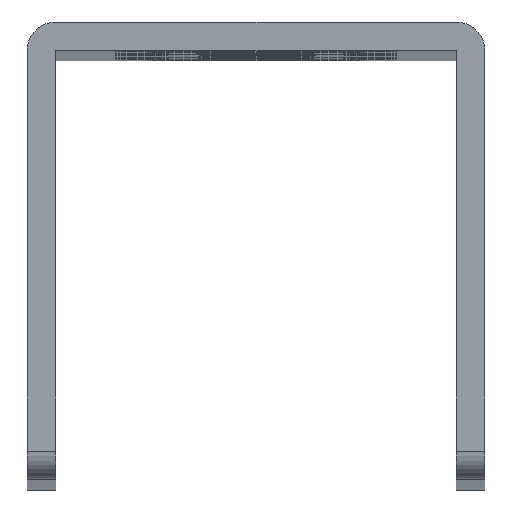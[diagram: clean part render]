
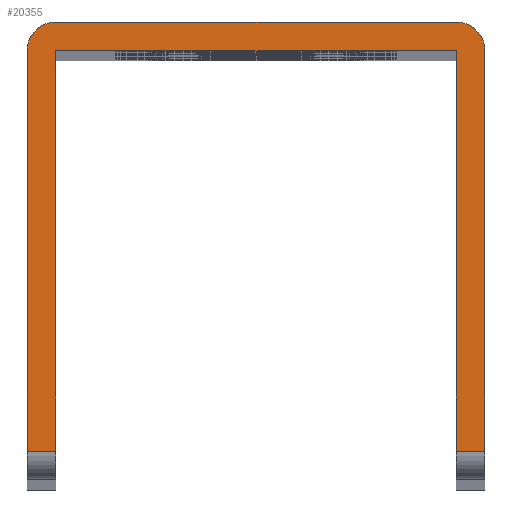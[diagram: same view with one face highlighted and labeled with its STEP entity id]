
A CAD part, top view. The second image highlights one B-rep face of the part: STEP entity #20355.
In plain terms, the highlighted planar face has unit normal (0, 0, 1).
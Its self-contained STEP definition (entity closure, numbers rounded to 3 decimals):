
#218 = CIRCLE ( 'NONE', #886, 2. ) ;
#364 = VERTEX_POINT ( 'NONE', #10607 ) ;
#503 = EDGE_CURVE ( 'NONE', #364, #1946, #17519, .T. ) ;
#508 = FACE_OUTER_BOUND ( 'NONE', #3362, .T. ) ;
#524 = DIRECTION ( 'NONE',  ( 0., -1., 0. ) ) ;
#886 = AXIS2_PLACEMENT_3D ( 'NONE', #2663, #2490, #2204 ) ;
#890 = AXIS2_PLACEMENT_3D ( 'NONE', #2040, #2740, #3421 ) ;
#935 = DIRECTION ( 'NONE',  ( 0., 1., 0. ) ) ;
#1028 = ORIENTED_EDGE ( 'NONE', *, *, #23711, .T. ) ;
#1847 = EDGE_CURVE ( 'NONE', #23210, #12230, #1980, .T. ) ;
#1926 = EDGE_CURVE ( 'NONE', #1946, #10627, #9958, .T. ) ;
#1946 = VERTEX_POINT ( 'NONE', #4194 ) ;
#1957 = EDGE_CURVE ( 'NONE', #20609, #23473, #18599, .T. ) ;
#1962 = EDGE_CURVE ( 'NONE', #22255, #23210, #14299, .T. ) ;
#1967 = EDGE_CURVE ( 'NONE', #12230, #364, #218, .T. ) ;
#1980 = LINE ( 'NONE', #5949, #6170 ) ;
#2040 = CARTESIAN_POINT ( 'NONE',  ( 14., 14., 0. ) ) ;
#2204 = DIRECTION ( 'NONE',  ( 1., 0., 0. ) ) ;
#2490 = DIRECTION ( 'NONE',  ( 0., 0., 1. ) ) ;
#2663 = CARTESIAN_POINT ( 'NONE',  ( -14., 14., 0. ) ) ;
#2740 = DIRECTION ( 'NONE',  ( 0., 0., 1. ) ) ;
#3122 = CARTESIAN_POINT ( 'NONE',  ( 16., 14., 0. ) ) ;
#3182 = CARTESIAN_POINT ( 'NONE',  ( 0., -14., 0. ) ) ;
#3252 = ORIENTED_EDGE ( 'NONE', *, *, #1926, .T. ) ;
#3362 = EDGE_LOOP ( 'NONE', ( #12175, #3252, #18964, #18341, #1028, #16512, #21190, #16124, #4176, #21300 ) ) ;
#3421 = DIRECTION ( 'NONE',  ( 1., 0., 0. ) ) ;
#3584 = DIRECTION ( 'NONE',  ( 1., 0., 0. ) ) ;
#3721 = CARTESIAN_POINT ( 'NONE',  ( 0., 0., 0. ) ) ;
#3803 = PLANE ( 'NONE',  #9620 ) ;
#3831 = DIRECTION ( 'NONE',  ( 1., 0., 0. ) ) ;
#3856 = LINE ( 'NONE', #21077, #22906 ) ;
#4005 = CARTESIAN_POINT ( 'NONE',  ( 0., -14., 0. ) ) ;
#4176 = ORIENTED_EDGE ( 'NONE', *, *, #1847, .T. ) ;
#4194 = CARTESIAN_POINT ( 'NONE',  ( -16., -14., 0. ) ) ;
#4446 = VECTOR ( 'NONE', #3584, 1000. ) ;
#5207 = CARTESIAN_POINT ( 'NONE',  ( 16., -14., 0. ) ) ;
#5681 = DIRECTION ( 'NONE',  ( -1., 0., 0. ) ) ;
#5949 = CARTESIAN_POINT ( 'NONE',  ( -16., 16., 0. ) ) ;
#6170 = VECTOR ( 'NONE', #5681, 1000. ) ;
#6488 = CARTESIAN_POINT ( 'NONE',  ( 14., 14., 0. ) ) ;
#7454 = DIRECTION ( 'NONE',  ( 0., 0., 1. ) ) ;
#7905 = CARTESIAN_POINT ( 'NONE',  ( 14., 14., 0. ) ) ;
#9458 = CARTESIAN_POINT ( 'NONE',  ( -14., -14., 0. ) ) ;
#9620 = AXIS2_PLACEMENT_3D ( 'NONE', #3721, #7454, #20417 ) ;
#9958 = LINE ( 'NONE', #4005, #19200 ) ;
#10398 = LINE ( 'NONE', #7905, #19626 ) ;
#10607 = CARTESIAN_POINT ( 'NONE',  ( -16., 14., 0. ) ) ;
#10627 = VERTEX_POINT ( 'NONE', #9458 ) ;
#10719 = LINE ( 'NONE', #11711, #19382 ) ;
#11711 = CARTESIAN_POINT ( 'NONE',  ( -14., 14., 0. ) ) ;
#11861 = CARTESIAN_POINT ( 'NONE',  ( -14., 14., 0. ) ) ;
#11912 = CARTESIAN_POINT ( 'NONE',  ( -14., 14., 0. ) ) ;
#12046 = VECTOR ( 'NONE', #16652, 1000. ) ;
#12175 = ORIENTED_EDGE ( 'NONE', *, *, #503, .T. ) ;
#12230 = VERTEX_POINT ( 'NONE', #20381 ) ;
#12407 = EDGE_CURVE ( 'NONE', #10627, #17300, #21247, .T. ) ;
#13575 = DIRECTION ( 'NONE',  ( 1., 0., 0. ) ) ;
#14299 = CIRCLE ( 'NONE', #890, 2. ) ;
#15585 = EDGE_CURVE ( 'NONE', #17300, #22188, #10719, .T. ) ;
#16124 = ORIENTED_EDGE ( 'NONE', *, *, #1962, .T. ) ;
#16512 = ORIENTED_EDGE ( 'NONE', *, *, #1957, .T. ) ;
#16652 = DIRECTION ( 'NONE',  ( 0., -1., 0. ) ) ;
#16727 = CARTESIAN_POINT ( 'NONE',  ( -16., 16., 0. ) ) ;
#16907 = VECTOR ( 'NONE', #935, 1000. ) ;
#17300 = VERTEX_POINT ( 'NONE', #11861 ) ;
#17519 = LINE ( 'NONE', #16727, #12046 ) ;
#18341 = ORIENTED_EDGE ( 'NONE', *, *, #15585, .T. ) ;
#18599 = LINE ( 'NONE', #3182, #4446 ) ;
#18964 = ORIENTED_EDGE ( 'NONE', *, *, #12407, .T. ) ;
#19200 = VECTOR ( 'NONE', #3831, 1000. ) ;
#19283 = DIRECTION ( 'NONE',  ( 0., 1., 0. ) ) ;
#19382 = VECTOR ( 'NONE', #13575, 1000. ) ;
#19626 = VECTOR ( 'NONE', #524, 1000. ) ;
#20355 = ADVANCED_FACE ( 'NONE', ( #508 ), #3803, .T. ) ;
#20381 = CARTESIAN_POINT ( 'NONE',  ( -14., 16., 0. ) ) ;
#20417 = DIRECTION ( 'NONE',  ( 1., 0., 0. ) ) ;
#20609 = VERTEX_POINT ( 'NONE', #22765 ) ;
#20889 = CARTESIAN_POINT ( 'NONE',  ( 14., 16., 0. ) ) ;
#21077 = CARTESIAN_POINT ( 'NONE',  ( 16., 16., 0. ) ) ;
#21190 = ORIENTED_EDGE ( 'NONE', *, *, #22129, .T. ) ;
#21247 = LINE ( 'NONE', #11912, #16907 ) ;
#21300 = ORIENTED_EDGE ( 'NONE', *, *, #1967, .T. ) ;
#22129 = EDGE_CURVE ( 'NONE', #23473, #22255, #3856, .T. ) ;
#22188 = VERTEX_POINT ( 'NONE', #6488 ) ;
#22255 = VERTEX_POINT ( 'NONE', #3122 ) ;
#22765 = CARTESIAN_POINT ( 'NONE',  ( 14., -14., 0. ) ) ;
#22906 = VECTOR ( 'NONE', #19283, 1000. ) ;
#23210 = VERTEX_POINT ( 'NONE', #20889 ) ;
#23473 = VERTEX_POINT ( 'NONE', #5207 ) ;
#23711 = EDGE_CURVE ( 'NONE', #22188, #20609, #10398, .T. ) ;
